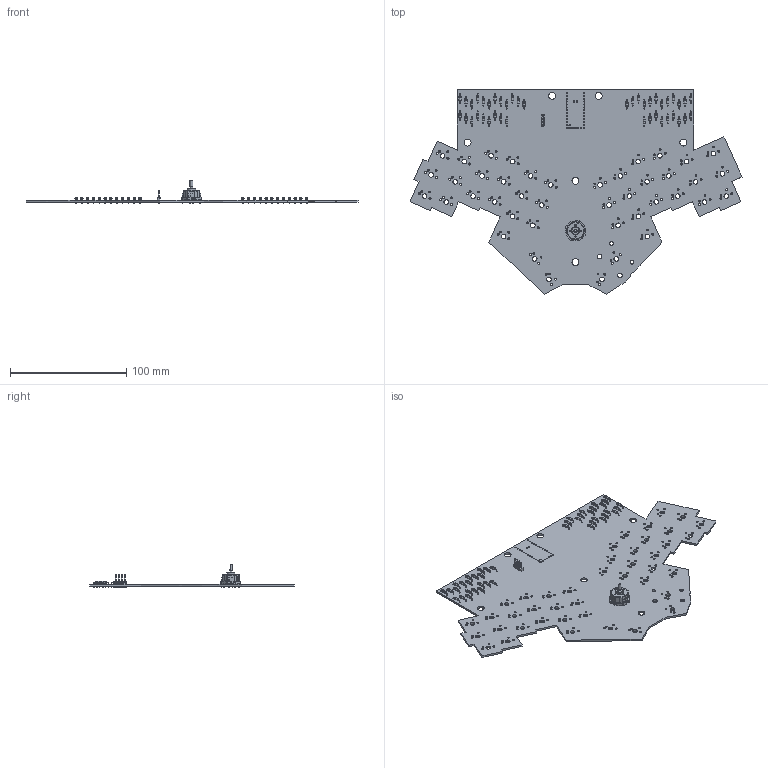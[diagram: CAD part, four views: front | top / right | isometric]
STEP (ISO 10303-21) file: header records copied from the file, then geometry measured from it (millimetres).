
FILE_DESCRIPTION(('KiCad electronic assembly'),'2;1');
FILE_NAME('hammerhead.step','2024-08-06T01:20:46',('Pcbnew'),('Kicad'), 'Open CASCADE STEP processor 7.8','KiCad to STEP converter','Unknown' );
FILE_SCHEMA(('AUTOMOTIVE_DESIGN { 1 0 10303 214 1 1 1 1 }'));
Length unit declared in the file: millimetre
Products named in the file (8): hammerhead 1; D_DO-35_SOD27_P7.62mm_Horizontal; RKJXT1F42001; PinHeader_1x04_P2.54mm_Vertical; PinHeader_1x04_P254mm_Vertical; hammerhead_PCB
Assembly tree (48 placements, depth 3):
  hammerhead 1
    D_DO-35_SOD27_P7.62mm_Horizontal  x42
      D_DO-35_SOD27_P7.62mm_Horizontal
    RKJXT1F42001
      RKJXT1F42001
    PinHeader_1x04_P2.54mm_Vertical
      PinHeader_1x04_P254mm_Vertical
    hammerhead_PCB
Bounding box: 285.81 x 176.02 x 20.61 mm (x, y, z)
Volume: 53371.9 mm3; surface area: 71868.3 mm2
Topology: 91 solids, 91 shells, 1694 faces, 3774 edges, 2384 vertices
Faces by surface type: plane 781, cylinder 736, torus 168, cone 9
Full cylindrical faces by diameter (mm): 0.5 x126, 0.8 x84, 1 x49, 1.524 x84, 1.75 x84, 2 x84, 2.02 x42, 3.048 x2, 3.988 x44, 6 x6
Entity records: 36188 total; most frequent: DIRECTION 5970, CARTESIAN_POINT 5693, ORIENTED_EDGE 5580, EDGE_CURVE 2790, AXIS2_PLACEMENT_3D 2095, VERTEX_POINT 1810, FACE_BOUND 1792, EDGE_LOOP 1792
